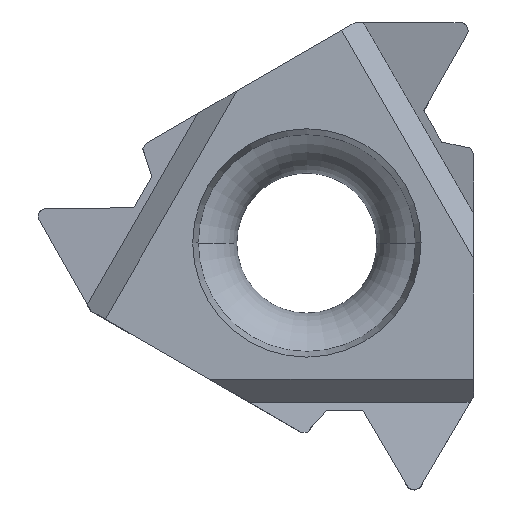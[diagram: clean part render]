
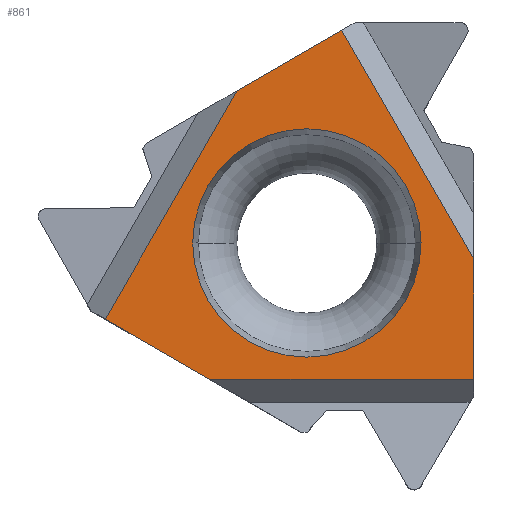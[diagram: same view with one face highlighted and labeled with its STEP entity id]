
A CAD part, top view. The second image highlights one B-rep face of the part: STEP entity #861.
In plain terms, the highlighted planar face has unit normal (0, 0, 1).
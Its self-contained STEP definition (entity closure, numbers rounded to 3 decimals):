
#18=DIRECTION('',(0.5,-0.866,0.));
#19=VECTOR('',#18,7.536);
#20=CARTESIAN_POINT('',(0.995,6.073,
0.));
#21=LINE('',#20,#19);
#26=DIRECTION('',(0.,-1.,0.));
#27=VECTOR('',#26,3.445);
#28=CARTESIAN_POINT('',(4.763,-0.453,0.));
#29=LINE('',#28,#27);
#33=DIRECTION('',(-0.866,0.5,0.));
#34=VECTOR('',#33,3.445);
#35=CARTESIAN_POINT('',(-2.773,-3.898,
0.));
#36=LINE('',#35,#34);
#40=DIRECTION('',(0.5,0.866,0.));
#41=VECTOR('',#40,7.536);
#42=CARTESIAN_POINT('',(-5.757,-2.175,
0.));
#43=LINE('',#42,#41);
#47=DIRECTION('',(0.866,0.5,0.));
#48=VECTOR('',#47,3.445);
#49=CARTESIAN_POINT('',(-1.989,4.351,0.));
#50=LINE('',#49,#48);
#54=CARTESIAN_POINT('',(0.,0.,0.));
#55=DIRECTION('',(0.,0.,1.));
#56=DIRECTION('',(1.,0.,0.));
#57=AXIS2_PLACEMENT_3D('',#54,#55,#56);
#62=CARTESIAN_POINT('',(0.,0.,0.));
#63=DIRECTION('',(0.,0.,1.));
#64=DIRECTION('',(-1.,0.,0.));
#65=AXIS2_PLACEMENT_3D('',#62,#63,#64);
#182=DIRECTION('',(1.,0.,0.));
#183=VECTOR('',#182,7.536);
#184=CARTESIAN_POINT('',(-2.773,-3.898,
0.));
#185=LINE('',#184,#183);
#715=CARTESIAN_POINT('',(0.995,6.073,
0.));
#716=CARTESIAN_POINT('',(4.763,-0.453,0.));
#717=VERTEX_POINT('',#715);
#718=VERTEX_POINT('',#716);
#719=CARTESIAN_POINT('',(4.763,-3.898,0.));
#720=VERTEX_POINT('',#719);
#721=CARTESIAN_POINT('',(-2.773,-3.898,
0.));
#722=VERTEX_POINT('',#721);
#723=CARTESIAN_POINT('',(-5.757,-2.175,
0.));
#724=VERTEX_POINT('',#723);
#725=CARTESIAN_POINT('',(-1.989,4.351,
0.));
#726=VERTEX_POINT('',#725);
#727=CARTESIAN_POINT('',(3.261,0.,0.));
#728=CARTESIAN_POINT('',(-3.261,0.,0.));
#729=VERTEX_POINT('',#727);
#730=VERTEX_POINT('',#728);
#836=CARTESIAN_POINT('',(0.,0.,0.));
#837=DIRECTION('',(0.,0.,1.));
#838=DIRECTION('',(-1.,0.,0.));
#839=AXIS2_PLACEMENT_3D('',#836,#837,#838);
#840=PLANE('',#839);
#842=ORIENTED_EDGE('',*,*,#841,.T.);
#844=ORIENTED_EDGE('',*,*,#843,.T.);
#846=ORIENTED_EDGE('',*,*,#845,.F.);
#848=ORIENTED_EDGE('',*,*,#847,.T.);
#850=ORIENTED_EDGE('',*,*,#849,.T.);
#852=ORIENTED_EDGE('',*,*,#851,.T.);
#853=EDGE_LOOP('',(#842,#844,#846,#848,#850,#852));
#854=FACE_OUTER_BOUND('',#853,.F.);
#856=ORIENTED_EDGE('',*,*,#855,.T.);
#858=ORIENTED_EDGE('',*,*,#857,.T.);
#859=EDGE_LOOP('',(#856,#858));
#860=FACE_BOUND('',#859,.F.);
#58=CIRCLE('',#57,3.261);
#66=CIRCLE('',#65,3.261);
#841=EDGE_CURVE('',#717,#718,#21,.T.);
#843=EDGE_CURVE('',#718,#720,#29,.T.);
#845=EDGE_CURVE('',#722,#720,#185,.T.);
#847=EDGE_CURVE('',#722,#724,#36,.T.);
#849=EDGE_CURVE('',#724,#726,#43,.T.);
#851=EDGE_CURVE('',#726,#717,#50,.T.);
#855=EDGE_CURVE('',#729,#730,#58,.T.);
#857=EDGE_CURVE('',#730,#729,#66,.T.);
#861=ADVANCED_FACE('',(#854,#860),#840,.T.);
